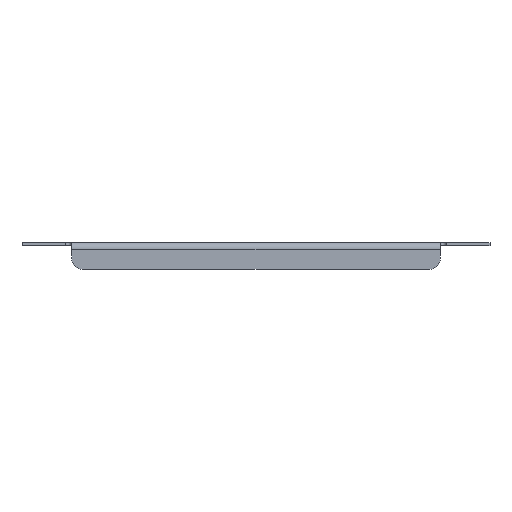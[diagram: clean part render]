
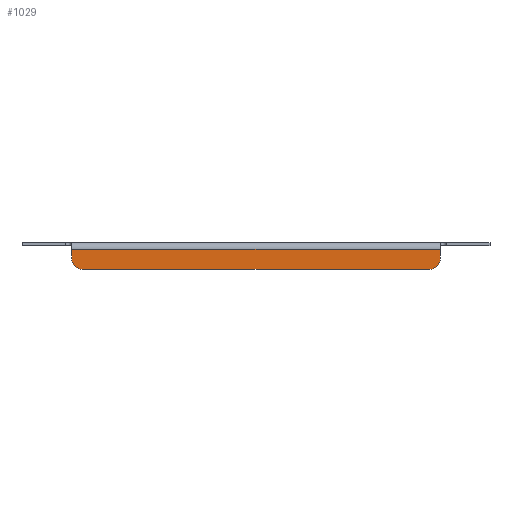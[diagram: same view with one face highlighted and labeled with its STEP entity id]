
A CAD part, front view. The second image highlights one B-rep face of the part: STEP entity #1029.
In plain terms, the highlighted planar face has unit normal (0, -1, 0).
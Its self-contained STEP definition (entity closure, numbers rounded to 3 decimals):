
#21 = CIRCLE ( 'NONE', #760, 5. ) ;
#70 = LINE ( 'NONE', #1614, #1417 ) ;
#121 = VECTOR ( 'NONE', #1975, 1000. ) ;
#122 = CARTESIAN_POINT ( 'NONE',  ( 77., -40., -12. ) ) ;
#129 = CARTESIAN_POINT ( 'NONE',  ( -77., -40., -12. ) ) ;
#152 = VERTEX_POINT ( 'NONE', #696 ) ;
#167 = VERTEX_POINT ( 'NONE', #1167 ) ;
#270 = DIRECTION ( 'NONE',  ( 0., 0., -1. ) ) ;
#304 = ORIENTED_EDGE ( 'NONE', *, *, #526, .T. ) ;
#320 = EDGE_CURVE ( 'NONE', #152, #1240, #1517, .T. ) ;
#389 = DIRECTION ( 'NONE',  ( 1., 0., 0. ) ) ;
#410 = DIRECTION ( 'NONE',  ( 0., -1., 0. ) ) ;
#411 = VERTEX_POINT ( 'NONE', #1716 ) ;
#526 = EDGE_CURVE ( 'NONE', #411, #1573, #21, .T. ) ;
#537 = VECTOR ( 'NONE', #1465, 1000. ) ;
#543 = PLANE ( 'NONE',  #667 ) ;
#667 = AXIS2_PLACEMENT_3D ( 'NONE', #1169, #410, #389 ) ;
#696 = CARTESIAN_POINT ( 'NONE',  ( 82., -40., -3. ) ) ;
#748 = EDGE_CURVE ( 'NONE', #1129, #167, #863, .T. ) ;
#760 = AXIS2_PLACEMENT_3D ( 'NONE', #1765, #1325, #1934 ) ;
#778 = VECTOR ( 'NONE', #270, 1000. ) ;
#857 = ORIENTED_EDGE ( 'NONE', *, *, #748, .T. ) ;
#863 = CIRCLE ( 'NONE', #1405, 5. ) ;
#866 = ORIENTED_EDGE ( 'NONE', *, *, #320, .T. ) ;
#1029 = ADVANCED_FACE ( 'NONE', ( #1472 ), #543, .T. ) ;
#1129 = VERTEX_POINT ( 'NONE', #122 ) ;
#1139 = ORIENTED_EDGE ( 'NONE', *, *, #1376, .T. ) ;
#1154 = LINE ( 'NONE', #1773, #537 ) ;
#1167 = CARTESIAN_POINT ( 'NONE',  ( 82., -40., -7. ) ) ;
#1169 = CARTESIAN_POINT ( 'NONE',  ( 0., -40., 37.193 ) ) ;
#1196 = DIRECTION ( 'NONE',  ( 0., -1., 0. ) ) ;
#1222 = LINE ( 'NONE', #1647, #778 ) ;
#1240 = VERTEX_POINT ( 'NONE', #1420 ) ;
#1300 = ORIENTED_EDGE ( 'NONE', *, *, #1762, .F. ) ;
#1325 = DIRECTION ( 'NONE',  ( 0., -1., 0. ) ) ;
#1362 = CARTESIAN_POINT ( 'NONE',  ( 77., -40., -7. ) ) ;
#1365 = CARTESIAN_POINT ( 'NONE',  ( 0., -40., -3. ) ) ;
#1373 = ORIENTED_EDGE ( 'NONE', *, *, #1940, .F. ) ;
#1376 = EDGE_CURVE ( 'NONE', #1573, #1129, #70, .T. ) ;
#1405 = AXIS2_PLACEMENT_3D ( 'NONE', #1362, #1196, #1971 ) ;
#1417 = VECTOR ( 'NONE', #1910, 1000. ) ;
#1420 = CARTESIAN_POINT ( 'NONE',  ( -82., -40., -3. ) ) ;
#1465 = DIRECTION ( 'NONE',  ( 0., 0., 1. ) ) ;
#1472 = FACE_OUTER_BOUND ( 'NONE', #1898, .T. ) ;
#1517 = LINE ( 'NONE', #1365, #121 ) ;
#1573 = VERTEX_POINT ( 'NONE', #129 ) ;
#1614 = CARTESIAN_POINT ( 'NONE',  ( 104., -40., -12. ) ) ;
#1647 = CARTESIAN_POINT ( 'NONE',  ( 82., -40., -12. ) ) ;
#1716 = CARTESIAN_POINT ( 'NONE',  ( -82., -40., -7. ) ) ;
#1762 = EDGE_CURVE ( 'NONE', #411, #1240, #1154, .T. ) ;
#1765 = CARTESIAN_POINT ( 'NONE',  ( -77., -40., -7. ) ) ;
#1773 = CARTESIAN_POINT ( 'NONE',  ( -82., -40., -12. ) ) ;
#1898 = EDGE_LOOP ( 'NONE', ( #1373, #866, #1300, #304, #1139, #857 ) ) ;
#1910 = DIRECTION ( 'NONE',  ( 1., 0., 0. ) ) ;
#1934 = DIRECTION ( 'NONE',  ( 1., 0., 0. ) ) ;
#1940 = EDGE_CURVE ( 'NONE', #152, #167, #1222, .T. ) ;
#1971 = DIRECTION ( 'NONE',  ( 1., 0., 0. ) ) ;
#1975 = DIRECTION ( 'NONE',  ( -1., 0., 0. ) ) ;
